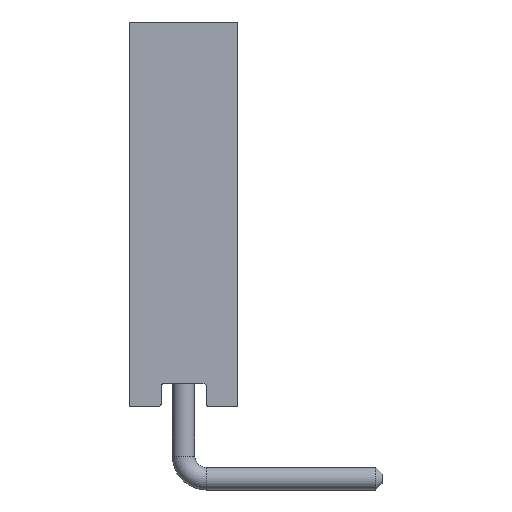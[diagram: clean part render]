
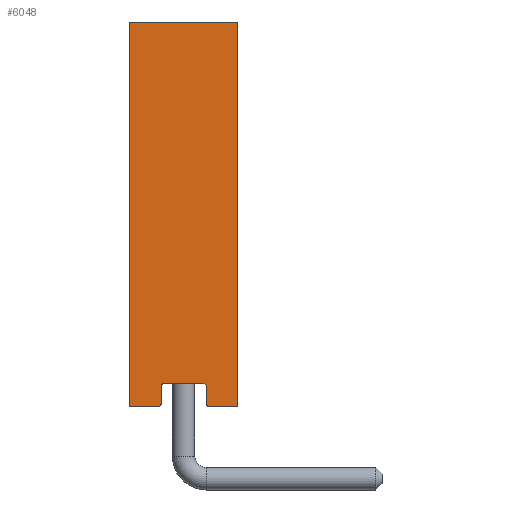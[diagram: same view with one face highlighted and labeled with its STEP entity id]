
A CAD part, left-side view. The second image highlights one B-rep face of the part: STEP entity #6048.
In plain terms, the highlighted planar face has unit normal (-1, 0, 0).
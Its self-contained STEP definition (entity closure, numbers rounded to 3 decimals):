
#331=PLANE('',#6488);
#644=FACE_OUTER_BOUND('',#1036,.T.);
#1036=EDGE_LOOP('',(#4224,#4225,#4226,#4227,#4228,#4229,#4230,#4231,#4232,
#4233,#4234,#4235));
#1448=LINE('',#9380,#1945);
#1451=LINE('',#9386,#1948);
#1452=LINE('',#9390,#1949);
#1453=LINE('',#9394,#1950);
#1454=LINE('',#9398,#1951);
#1455=LINE('',#9400,#1952);
#1456=LINE('',#9402,#1953);
#1457=LINE('',#9403,#1954);
#1945=VECTOR('',#7282,10.);
#1948=VECTOR('',#7287,10.);
#1949=VECTOR('',#7290,10.);
#1950=VECTOR('',#7293,10.);
#1951=VECTOR('',#7296,10.);
#1952=VECTOR('',#7297,10.);
#1953=VECTOR('',#7298,10.);
#1954=VECTOR('',#7299,10.);
#2423=CIRCLE('',#6485,0.05);
#2425=CIRCLE('',#6489,0.05);
#2426=CIRCLE('',#6490,0.05);
#2427=CIRCLE('',#6491,0.05);
#2675=VERTEX_POINT('',#9370);
#2676=VERTEX_POINT('',#9371);
#2679=VERTEX_POINT('',#9379);
#2681=VERTEX_POINT('',#9385);
#2682=VERTEX_POINT('',#9387);
#2683=VERTEX_POINT('',#9389);
#2684=VERTEX_POINT('',#9391);
#2685=VERTEX_POINT('',#9393);
#2686=VERTEX_POINT('',#9395);
#2687=VERTEX_POINT('',#9397);
#2688=VERTEX_POINT('',#9399);
#2689=VERTEX_POINT('',#9401);
#3255=EDGE_CURVE('',#2675,#2676,#2423,.T.);
#3259=EDGE_CURVE('',#2676,#2679,#1448,.T.);
#3262=EDGE_CURVE('',#2675,#2681,#1451,.T.);
#3263=EDGE_CURVE('',#2682,#2681,#2425,.T.);
#3264=EDGE_CURVE('',#2682,#2683,#1452,.T.);
#3265=EDGE_CURVE('',#2684,#2683,#2426,.T.);
#3266=EDGE_CURVE('',#2684,#2685,#1453,.T.);
#3267=EDGE_CURVE('',#2686,#2685,#2427,.T.);
#3268=EDGE_CURVE('',#2687,#2686,#1454,.T.);
#3269=EDGE_CURVE('',#2687,#2688,#1455,.T.);
#3270=EDGE_CURVE('',#2689,#2688,#1456,.T.);
#3271=EDGE_CURVE('',#2679,#2689,#1457,.T.);
#4224=ORIENTED_EDGE('',*,*,#3255,.F.);
#4225=ORIENTED_EDGE('',*,*,#3262,.T.);
#4226=ORIENTED_EDGE('',*,*,#3263,.F.);
#4227=ORIENTED_EDGE('',*,*,#3264,.T.);
#4228=ORIENTED_EDGE('',*,*,#3265,.F.);
#4229=ORIENTED_EDGE('',*,*,#3266,.T.);
#4230=ORIENTED_EDGE('',*,*,#3267,.F.);
#4231=ORIENTED_EDGE('',*,*,#3268,.F.);
#4232=ORIENTED_EDGE('',*,*,#3269,.T.);
#4233=ORIENTED_EDGE('',*,*,#3270,.F.);
#4234=ORIENTED_EDGE('',*,*,#3271,.F.);
#4235=ORIENTED_EDGE('',*,*,#3259,.F.);
#6048=ADVANCED_FACE('',(#644),#331,.T.);
#6485=AXIS2_PLACEMENT_3D('',#9372,#7274,#7275);
#6488=AXIS2_PLACEMENT_3D('',#9384,#7285,#7286);
#6489=AXIS2_PLACEMENT_3D('',#9388,#7288,#7289);
#6490=AXIS2_PLACEMENT_3D('',#9392,#7291,#7292);
#6491=AXIS2_PLACEMENT_3D('',#9396,#7294,#7295);
#7274=DIRECTION('center_axis',(1.,0.,0.));
#7275=DIRECTION('ref_axis',(0.,-0.707,-0.707));
#7282=DIRECTION('',(0.,1.,0.));
#7285=DIRECTION('center_axis',(-1.,0.,0.));
#7286=DIRECTION('ref_axis',(0.,-1.,0.));
#7287=DIRECTION('',(0.,0.,1.));
#7288=DIRECTION('center_axis',(-1.,0.,0.));
#7289=DIRECTION('ref_axis',(0.,0.707,0.707));
#7290=DIRECTION('',(0.,-1.,0.));
#7291=DIRECTION('center_axis',(-1.,0.,0.));
#7292=DIRECTION('ref_axis',(0.,-0.707,0.707));
#7293=DIRECTION('',(0.,0.,-1.));
#7294=DIRECTION('center_axis',(1.,0.,0.));
#7295=DIRECTION('ref_axis',(0.,0.707,-0.707));
#7296=DIRECTION('',(0.,1.,0.));
#7297=DIRECTION('',(0.,0.,1.));
#7298=DIRECTION('',(0.,-1.,0.));
#7299=DIRECTION('',(0.,0.,1.));
#9370=CARTESIAN_POINT('',(0.,-0.7,0.05));
#9371=CARTESIAN_POINT('',(0.,-0.65,0.));
#9372=CARTESIAN_POINT('Origin',(0.,-0.65,0.05));
#9379=CARTESIAN_POINT('',(0.,0.,0.));
#9380=CARTESIAN_POINT('',(0.,-2.4,0.));
#9384=CARTESIAN_POINT('Origin',(0.,0.,0.));
#9385=CARTESIAN_POINT('',(0.,-0.7,0.45));
#9386=CARTESIAN_POINT('',(0.,-0.7,0.));
#9387=CARTESIAN_POINT('',(0.,-0.75,0.5));
#9388=CARTESIAN_POINT('Origin',(0.,-0.75,0.45));
#9389=CARTESIAN_POINT('',(0.,-1.65,0.5));
#9390=CARTESIAN_POINT('',(0.,-0.6,0.5));
#9391=CARTESIAN_POINT('',(0.,-1.7,0.45));
#9392=CARTESIAN_POINT('Origin',(0.,-1.65,0.45));
#9393=CARTESIAN_POINT('',(0.,-1.7,0.05));
#9394=CARTESIAN_POINT('',(0.,-1.7,0.));
#9395=CARTESIAN_POINT('',(0.,-1.75,0.));
#9396=CARTESIAN_POINT('Origin',(0.,-1.75,0.05));
#9397=CARTESIAN_POINT('',(0.,-2.4,0.));
#9398=CARTESIAN_POINT('',(0.,-2.4,0.));
#9399=CARTESIAN_POINT('',(0.,-2.4,8.5));
#9400=CARTESIAN_POINT('',(0.,-2.4,0.));
#9401=CARTESIAN_POINT('',(0.,0.,8.5));
#9402=CARTESIAN_POINT('',(0.,-2.4,8.5));
#9403=CARTESIAN_POINT('',(0.,0.,0.));
